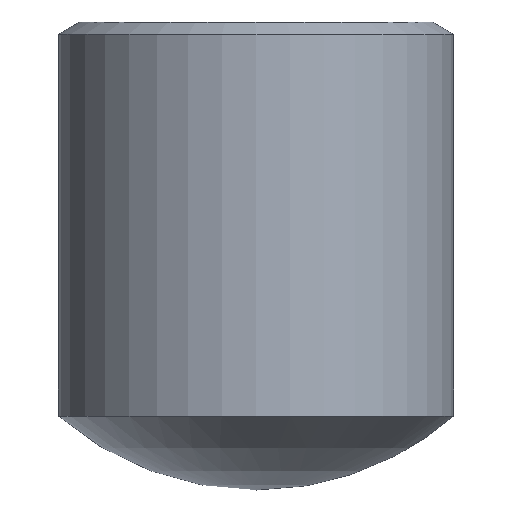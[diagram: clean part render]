
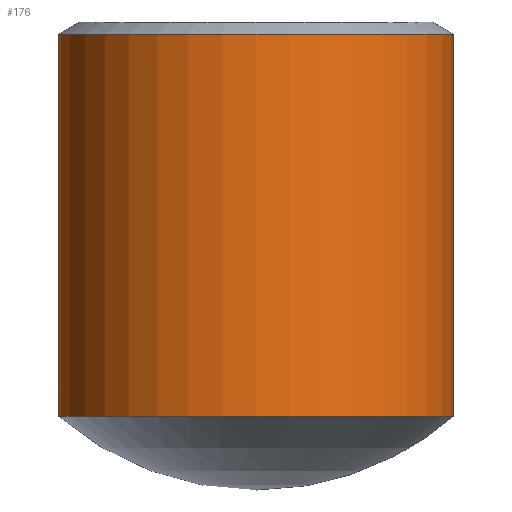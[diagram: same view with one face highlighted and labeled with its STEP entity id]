
A CAD part, front view. The second image highlights one B-rep face of the part: STEP entity #176.
In plain terms, the highlighted cylindrical face has radius 4.686 mm (diameter 9.373 mm), a full revolution.
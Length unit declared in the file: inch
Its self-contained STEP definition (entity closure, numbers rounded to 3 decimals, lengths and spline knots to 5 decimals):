
#54=CYLINDRICAL_SURFACE('',#192,0.1845);
#56=FACE_BOUND('',#74,.T.);
#60=FACE_OUTER_BOUND('',#73,.T.);
#73=EDGE_LOOP('',(#131));
#74=EDGE_LOOP('',(#132));
#88=CIRCLE('',#191,0.1845);
#89=CIRCLE('',#193,0.1845);
#92=VERTEX_POINT('',#255);
#93=VERTEX_POINT('',#258);
#108=EDGE_CURVE('',#92,#92,#88,.T.);
#109=EDGE_CURVE('',#93,#93,#89,.T.);
#131=ORIENTED_EDGE('',*,*,#109,.T.);
#132=ORIENTED_EDGE('',*,*,#108,.F.);
#176=ADVANCED_FACE('',(#60,#56),#54,.T.);
#191=AXIS2_PLACEMENT_3D('',#256,#211,#212);
#192=AXIS2_PLACEMENT_3D('',#257,#213,#214);
#193=AXIS2_PLACEMENT_3D('',#259,#215,#216);
#211=DIRECTION('center_axis',(0.,0.,1.));
#212=DIRECTION('ref_axis',(-1.,0.,0.));
#213=DIRECTION('center_axis',(0.,0.,1.));
#214=DIRECTION('ref_axis',(-1.,0.,0.));
#215=DIRECTION('center_axis',(0.,0.,1.));
#216=DIRECTION('ref_axis',(-1.,0.,0.));
#255=CARTESIAN_POINT('',(0.1845,0.,0.42545));
#256=CARTESIAN_POINT('Origin',(0.,0.,0.42545));
#257=CARTESIAN_POINT('Origin',(0.,0.,0.));
#258=CARTESIAN_POINT('',(0.1845,0.,0.06905));
#259=CARTESIAN_POINT('Origin',(0.,0.,0.06905));
